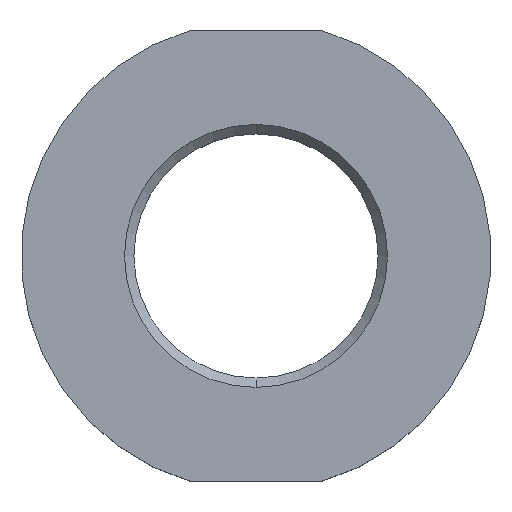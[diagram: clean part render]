
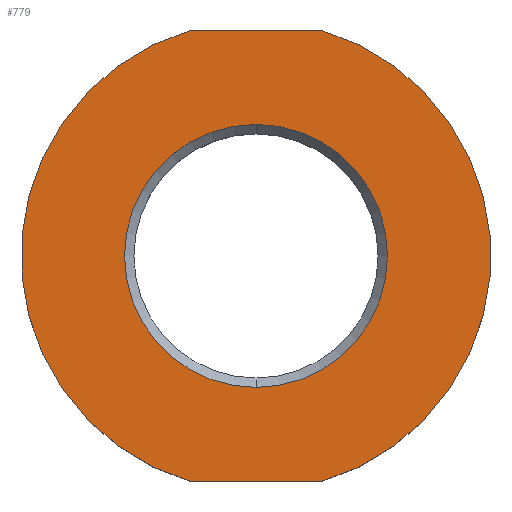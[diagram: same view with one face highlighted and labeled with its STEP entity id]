
A CAD part, top view. The second image highlights one B-rep face of the part: STEP entity #779.
In plain terms, the highlighted planar face has unit normal (0, 0, 1).
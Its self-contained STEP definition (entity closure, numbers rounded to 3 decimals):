
#7 = CIRCLE ( 'NONE', #639, 25. ) ;
#30 = DIRECTION ( 'NONE',  ( 0., 0., -1. ) ) ;
#32 = DIRECTION ( 'NONE',  ( 0., -1., 0. ) ) ;
#40 = CARTESIAN_POINT ( 'NONE',  ( 0., 14., 0. ) ) ;
#42 = EDGE_CURVE ( 'NONE', #330, #449, #146, .T. ) ;
#44 = LINE ( 'NONE', #371, #514 ) ;
#63 = EDGE_CURVE ( 'NONE', #694, #232, #400, .T. ) ;
#100 = EDGE_CURVE ( 'NONE', #449, #451, #7, .T. ) ;
#102 = CARTESIAN_POINT ( 'NONE',  ( 0., 0., 0. ) ) ;
#141 = ORIENTED_EDGE ( 'NONE', *, *, #63, .T. ) ;
#146 = LINE ( 'NONE', #414, #506 ) ;
#153 = CARTESIAN_POINT ( 'NONE',  ( 0., 0., 0. ) ) ;
#158 = CARTESIAN_POINT ( 'NONE',  ( 0., 25., 0. ) ) ;
#179 = CARTESIAN_POINT ( 'NONE',  ( 0., -14., 0. ) ) ;
#192 = CARTESIAN_POINT ( 'NONE',  ( 7., 24., 0. ) ) ;
#210 = EDGE_LOOP ( 'NONE', ( #377, #329, #365, #489 ) ) ;
#225 = EDGE_CURVE ( 'NONE', #708, #451, #44, .T. ) ;
#232 = VERTEX_POINT ( 'NONE', #179 ) ;
#236 = FACE_BOUND ( 'NONE', #674, .T. ) ;
#316 = CARTESIAN_POINT ( 'NONE',  ( 0., 0., 0. ) ) ;
#326 = AXIS2_PLACEMENT_3D ( 'NONE', #350, #30, #359 ) ;
#327 = DIRECTION ( 'NONE',  ( 0., 0., -1. ) ) ;
#329 = ORIENTED_EDGE ( 'NONE', *, *, #100, .F. ) ;
#330 = VERTEX_POINT ( 'NONE', #687 ) ;
#346 = DIRECTION ( 'NONE',  ( 0., 0., 1. ) ) ;
#350 = CARTESIAN_POINT ( 'NONE',  ( 0., 0., 0. ) ) ;
#359 = DIRECTION ( 'NONE',  ( 0., -1., 0. ) ) ;
#365 = ORIENTED_EDGE ( 'NONE', *, *, #42, .F. ) ;
#371 = CARTESIAN_POINT ( 'NONE',  ( -25., -24., 0. ) ) ;
#377 = ORIENTED_EDGE ( 'NONE', *, *, #225, .T. ) ;
#389 = EDGE_CURVE ( 'NONE', #708, #330, #580, .T. ) ;
#400 = CIRCLE ( 'NONE', #326, 14. ) ;
#414 = CARTESIAN_POINT ( 'NONE',  ( -25., 24., 0. ) ) ;
#449 = VERTEX_POINT ( 'NONE', #192 ) ;
#451 = VERTEX_POINT ( 'NONE', #504 ) ;
#472 = DIRECTION ( 'NONE',  ( 0., -1., 0. ) ) ;
#489 = ORIENTED_EDGE ( 'NONE', *, *, #389, .F. ) ;
#492 = DIRECTION ( 'NONE',  ( 1., 0., 0. ) ) ;
#504 = CARTESIAN_POINT ( 'NONE',  ( 7., -24., 0. ) ) ;
#506 = VECTOR ( 'NONE', #729, 1000. ) ;
#514 = VECTOR ( 'NONE', #492, 1000. ) ;
#518 = DIRECTION ( 'NONE',  ( 0., 0., -1. ) ) ;
#528 = EDGE_CURVE ( 'NONE', #232, #694, #590, .T. ) ;
#535 = AXIS2_PLACEMENT_3D ( 'NONE', #153, #327, #32 ) ;
#540 = DIRECTION ( 'NONE',  ( 0., 1., 0. ) ) ;
#580 = CIRCLE ( 'NONE', #777, 25. ) ;
#590 = CIRCLE ( 'NONE', #535, 14. ) ;
#591 = AXIS2_PLACEMENT_3D ( 'NONE', #158, #346, #472 ) ;
#602 = ORIENTED_EDGE ( 'NONE', *, *, #528, .T. ) ;
#627 = FACE_OUTER_BOUND ( 'NONE', #210, .T. ) ;
#639 = AXIS2_PLACEMENT_3D ( 'NONE', #102, #718, #540 ) ;
#648 = DIRECTION ( 'NONE',  ( 0., 1., 0. ) ) ;
#674 = EDGE_LOOP ( 'NONE', ( #602, #141 ) ) ;
#687 = CARTESIAN_POINT ( 'NONE',  ( -7., 24., 0. ) ) ;
#694 = VERTEX_POINT ( 'NONE', #40 ) ;
#708 = VERTEX_POINT ( 'NONE', #796 ) ;
#718 = DIRECTION ( 'NONE',  ( 0., 0., -1. ) ) ;
#719 = PLANE ( 'NONE',  #591 ) ;
#729 = DIRECTION ( 'NONE',  ( 1., 0., 0. ) ) ;
#777 = AXIS2_PLACEMENT_3D ( 'NONE', #316, #518, #648 ) ;
#779 = ADVANCED_FACE ( 'NONE', ( #236, #627 ), #719, .T. ) ;
#796 = CARTESIAN_POINT ( 'NONE',  ( -7., -24., 0. ) ) ;
